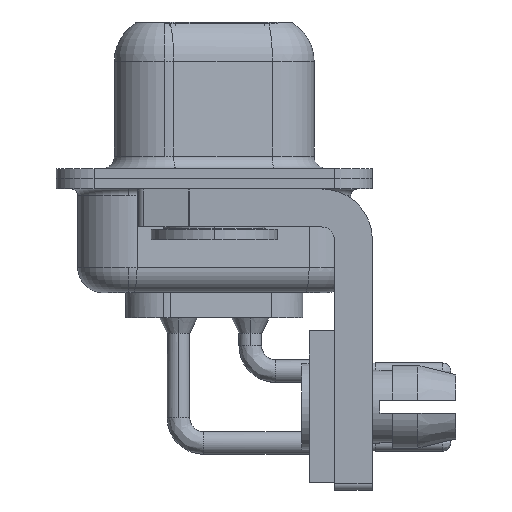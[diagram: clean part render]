
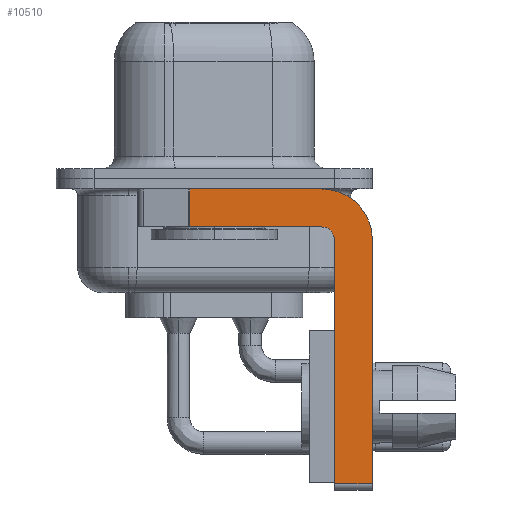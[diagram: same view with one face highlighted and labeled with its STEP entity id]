
A CAD part, left-side view. The second image highlights one B-rep face of the part: STEP entity #10510.
In plain terms, the highlighted planar face has unit normal (-1, 0, 0).
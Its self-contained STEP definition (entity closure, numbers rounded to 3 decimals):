
#84 = CARTESIAN_POINT ( 'NONE',  ( -2.9, -4.75, -12.05 ) ) ;
#104 = ORIENTED_EDGE ( 'NONE', *, *, #13535, .F. ) ;
#461 = CIRCLE ( 'NONE', #3339, 0.5 ) ;
#591 = ORIENTED_EDGE ( 'NONE', *, *, #2185, .T. ) ;
#620 = AXIS2_PLACEMENT_3D ( 'NONE', #12597, #4196, #12173 ) ;
#699 = CARTESIAN_POINT ( 'NONE',  ( -2.9, -4.25, -2.4 ) ) ;
#1122 = DIRECTION ( 'NONE',  ( 0., 1., 0. ) ) ;
#1210 = VERTEX_POINT ( 'NONE', #9828 ) ;
#1261 = VERTEX_POINT ( 'NONE', #1810 ) ;
#1810 = CARTESIAN_POINT ( 'NONE',  ( -2.9, -4.75, -2.4 ) ) ;
#1870 = FACE_OUTER_BOUND ( 'NONE', #7628, .T. ) ;
#1989 = DIRECTION ( 'NONE',  ( 0., -1., 0. ) ) ;
#2070 = EDGE_CURVE ( 'NONE', #5639, #18545, #5008, .T. ) ;
#2087 = CARTESIAN_POINT ( 'NONE',  ( -2.9, -4.25, -12.05 ) ) ;
#2185 = EDGE_CURVE ( 'NONE', #13710, #15668, #14891, .T. ) ;
#2258 = VECTOR ( 'NONE', #14465, 1000. ) ;
#2304 = EDGE_CURVE ( 'NONE', #18545, #15668, #9635, .T. ) ;
#3339 = AXIS2_PLACEMENT_3D ( 'NONE', #3485, #13762, #4973 ) ;
#3485 = CARTESIAN_POINT ( 'NONE',  ( -2.9, -4.25, -2.4 ) ) ;
#3537 = ORIENTED_EDGE ( 'NONE', *, *, #4173, .T. ) ;
#3666 = DIRECTION ( 'NONE',  ( 1., 0., 0. ) ) ;
#3701 = AXIS2_PLACEMENT_3D ( 'NONE', #699, #3666, #13948 ) ;
#3795 = VECTOR ( 'NONE', #4416, 1000. ) ;
#3891 = VECTOR ( 'NONE', #4784, 1000. ) ;
#4173 = EDGE_CURVE ( 'NONE', #8104, #5367, #8193, .T. ) ;
#4196 = DIRECTION ( 'NONE',  ( 1., 0., 0. ) ) ;
#4416 = DIRECTION ( 'NONE',  ( 0., 0., -1. ) ) ;
#4784 = DIRECTION ( 'NONE',  ( 0., -1., 0. ) ) ;
#4973 = DIRECTION ( 'NONE',  ( 0., 0., 1. ) ) ;
#5008 = CIRCLE ( 'NONE', #620, 2. ) ;
#5367 = VERTEX_POINT ( 'NONE', #5925 ) ;
#5639 = VERTEX_POINT ( 'NONE', #10898 ) ;
#5662 = CARTESIAN_POINT ( 'NONE',  ( -2.9, -4.75, -12.3 ) ) ;
#5925 = CARTESIAN_POINT ( 'NONE',  ( -2.9, 0.978, -1.9 ) ) ;
#6182 = LINE ( 'NONE', #5662, #2258 ) ;
#6322 = ORIENTED_EDGE ( 'NONE', *, *, #2070, .F. ) ;
#7225 = DIRECTION ( 'NONE',  ( 0., 0., -1. ) ) ;
#7253 = CARTESIAN_POINT ( 'NONE',  ( -2.9, -6.25, -2.4 ) ) ;
#7628 = EDGE_LOOP ( 'NONE', ( #12013, #3537, #104, #18731, #14887, #591, #11366, #6322 ) ) ;
#8104 = VERTEX_POINT ( 'NONE', #17286 ) ;
#8193 = LINE ( 'NONE', #8862, #3795 ) ;
#8862 = CARTESIAN_POINT ( 'NONE',  ( -2.9, 0.978, -1.9 ) ) ;
#9635 = LINE ( 'NONE', #7253, #17462 ) ;
#9828 = CARTESIAN_POINT ( 'NONE',  ( -2.9, -4.25, -1.9 ) ) ;
#9953 = VECTOR ( 'NONE', #1122, 1000. ) ;
#10510 = ADVANCED_FACE ( 'NONE', ( #1870 ), #16875, .F. ) ;
#10898 = CARTESIAN_POINT ( 'NONE',  ( -2.9, -4.25, -0.4 ) ) ;
#11012 = VECTOR ( 'NONE', #1989, 1000. ) ;
#11366 = ORIENTED_EDGE ( 'NONE', *, *, #2304, .F. ) ;
#12013 = ORIENTED_EDGE ( 'NONE', *, *, #15153, .F. ) ;
#12173 = DIRECTION ( 'NONE',  ( 0., 0., -1. ) ) ;
#12597 = CARTESIAN_POINT ( 'NONE',  ( -2.9, -4.25, -2.4 ) ) ;
#13535 = EDGE_CURVE ( 'NONE', #1210, #5367, #13822, .T. ) ;
#13710 = VERTEX_POINT ( 'NONE', #84 ) ;
#13762 = DIRECTION ( 'NONE',  ( -1., 0., 0. ) ) ;
#13822 = LINE ( 'NONE', #18804, #9953 ) ;
#13903 = EDGE_CURVE ( 'NONE', #1261, #1210, #461, .T. ) ;
#13948 = DIRECTION ( 'NONE',  ( 0., 0., -1. ) ) ;
#14465 = DIRECTION ( 'NONE',  ( 0., 0., 1. ) ) ;
#14718 = CARTESIAN_POINT ( 'NONE',  ( -2.9, -6.25, -12.05 ) ) ;
#14887 = ORIENTED_EDGE ( 'NONE', *, *, #15539, .F. ) ;
#14891 = LINE ( 'NONE', #2087, #11012 ) ;
#15060 = CARTESIAN_POINT ( 'NONE',  ( -2.9, 3., -0.4 ) ) ;
#15153 = EDGE_CURVE ( 'NONE', #8104, #5639, #15641, .T. ) ;
#15539 = EDGE_CURVE ( 'NONE', #13710, #1261, #6182, .T. ) ;
#15641 = LINE ( 'NONE', #15060, #3891 ) ;
#15668 = VERTEX_POINT ( 'NONE', #14718 ) ;
#16875 = PLANE ( 'NONE',  #3701 ) ;
#17286 = CARTESIAN_POINT ( 'NONE',  ( -2.9, 0.978, -0.4 ) ) ;
#17462 = VECTOR ( 'NONE', #7225, 1000. ) ;
#18545 = VERTEX_POINT ( 'NONE', #18674 ) ;
#18674 = CARTESIAN_POINT ( 'NONE',  ( -2.9, -6.25, -2.4 ) ) ;
#18731 = ORIENTED_EDGE ( 'NONE', *, *, #13903, .F. ) ;
#18804 = CARTESIAN_POINT ( 'NONE',  ( -2.9, -4.25, -1.9 ) ) ;
